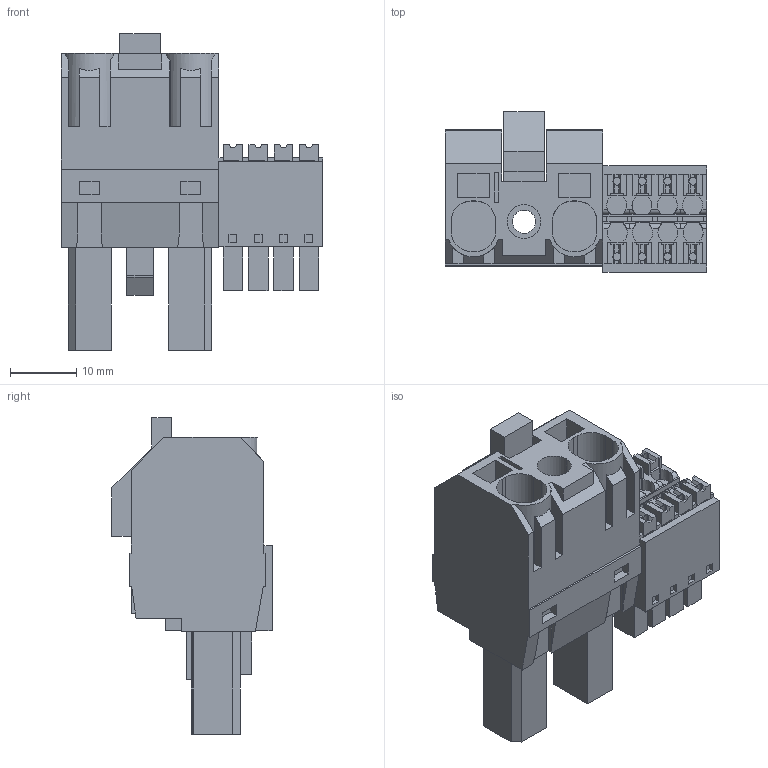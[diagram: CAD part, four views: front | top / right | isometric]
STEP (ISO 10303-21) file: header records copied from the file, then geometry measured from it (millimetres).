
FILE_DESCRIPTION(('CATIA V5 STEP Exchange','CAx-IF Rec.Pracs.--- Model Styling and Organization---1.4--- 2014-01-23'),'2;1');
FILE_NAME ('D1449497_1_1157090000_1157090000.stp','2023-09-07T12:50:08+00:00',('none'),('Weidmueller'),'CATIA Version 5-6 Release 2016 SP3 HF44','CATIA V5 STEP AP214','none');
FILE_SCHEMA(('AUTOMOTIVE_DESIGN { 1 0 10303 214 1 1 1 1 }'));
Length unit declared in the file: millimetre
Products named in the file (1): 1157090000
Bounding box: 39.41 x 24.13 x 47.7 mm (x, y, z)
Volume: 16410.2 mm3; surface area: 9949.8 mm2
Topology: 10 solids, 10 shells, 698 faces, 1925 edges, 1277 vertices
Faces by surface type: plane 614, cylinder 84
Entity records: 20796 total; most frequent: CARTESIAN_POINT 4108, ORIENTED_EDGE 3850, DIRECTION 2723, EDGE_CURVE 1925, VECTOR 1665, LINE 1665, VERTEX_POINT 1277, EDGE_LOOP 746
